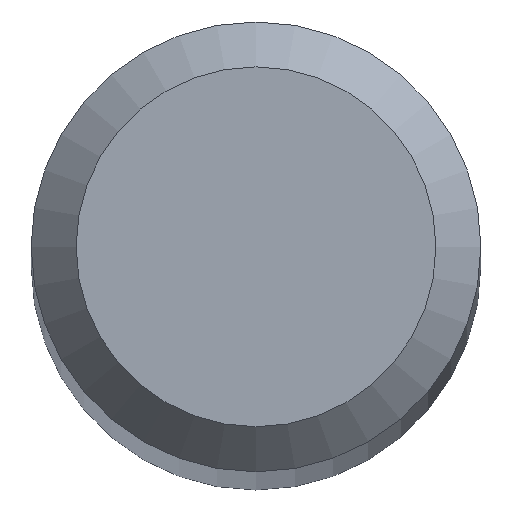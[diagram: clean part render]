
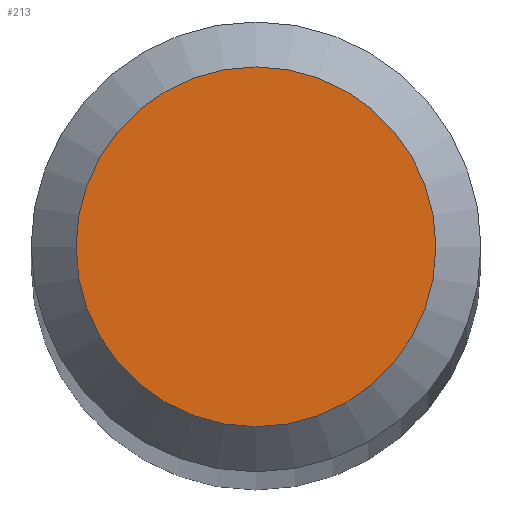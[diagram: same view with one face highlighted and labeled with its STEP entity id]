
A CAD part, top view. The second image highlights one B-rep face of the part: STEP entity #213.
In plain terms, the highlighted planar face has unit normal (0, 0, 1).
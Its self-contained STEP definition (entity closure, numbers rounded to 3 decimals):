
#8 = EDGE_LOOP ( 'NONE', ( #215 ) ) ;
#17 = DIRECTION ( 'NONE',  ( 0., 1., 0. ) ) ;
#33 = PLANE ( 'NONE',  #209 ) ;
#98 = DIRECTION ( 'NONE',  ( 0., 0., -1. ) ) ;
#99 = CARTESIAN_POINT ( 'NONE',  ( 0., 0., 30. ) ) ;
#133 = DIRECTION ( 'NONE',  ( 0., 1., 0. ) ) ;
#171 = CIRCLE ( 'NONE', #180, 0.4 ) ;
#176 = EDGE_CURVE ( 'NONE', #201, #201, #171, .T. ) ;
#180 = AXIS2_PLACEMENT_3D ( 'NONE', #188, #223, #133 ) ;
#184 = FACE_OUTER_BOUND ( 'NONE', #8, .T. ) ;
#188 = CARTESIAN_POINT ( 'NONE',  ( 0., 0., 30. ) ) ;
#201 = VERTEX_POINT ( 'NONE', #207 ) ;
#207 = CARTESIAN_POINT ( 'NONE',  ( 0., 0.4, 30. ) ) ;
#209 = AXIS2_PLACEMENT_3D ( 'NONE', #99, #98, #17 ) ;
#213 = ADVANCED_FACE ( 'NONE', ( #184 ), #33, .F. ) ;
#215 = ORIENTED_EDGE ( 'NONE', *, *, #176, .F. ) ;
#223 = DIRECTION ( 'NONE',  ( 0., 0., -1. ) ) ;
